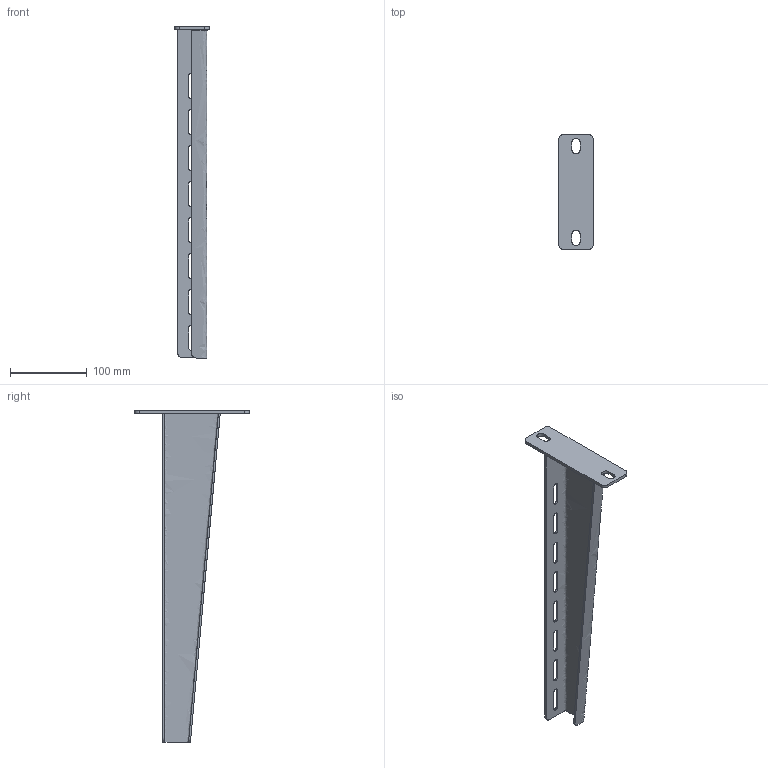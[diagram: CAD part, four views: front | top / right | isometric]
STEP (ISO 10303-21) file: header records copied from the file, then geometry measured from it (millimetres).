
FILE_DESCRIPTION (( 'STEP AP203' ), '1' );
FILE_NAME ('CLW10-NKU-400-025-4-HDZ Êîíñîëü óñèëåííàÿ NKU 400 HDZ.STEP', '2016-04-13T12:05:20', ( '' ), ( '' ), 'SwSTEP 2.0', 'SolidWorks 2014', '' );
FILE_SCHEMA (( 'CONFIG_CONTROL_DESIGN' ));
Length unit declared in the file: millimetre
Products named in the file (1): CLW10-NKU-400-025-4-HDZ Êîíñîëü óñèëåííàÿ NKU 400 HDZ
Bounding box: 45 x 150 x 434 mm (x, y, z)
Volume: 130612.1 mm3; surface area: 106003.2 mm2
Topology: 1 solids, 1 shells, 62 faces, 190 edges, 131 vertices
Faces by surface type: plane 29, cylinder 26, bspline 7
Entity records: 3460 total; most frequent: CARTESIAN_POINT 1719, ORIENTED_EDGE 380, DIRECTION 291, EDGE_CURVE 190, VERTEX_POINT 131, AXIS2_PLACEMENT_3D 98, VECTOR 95, LINE 95
